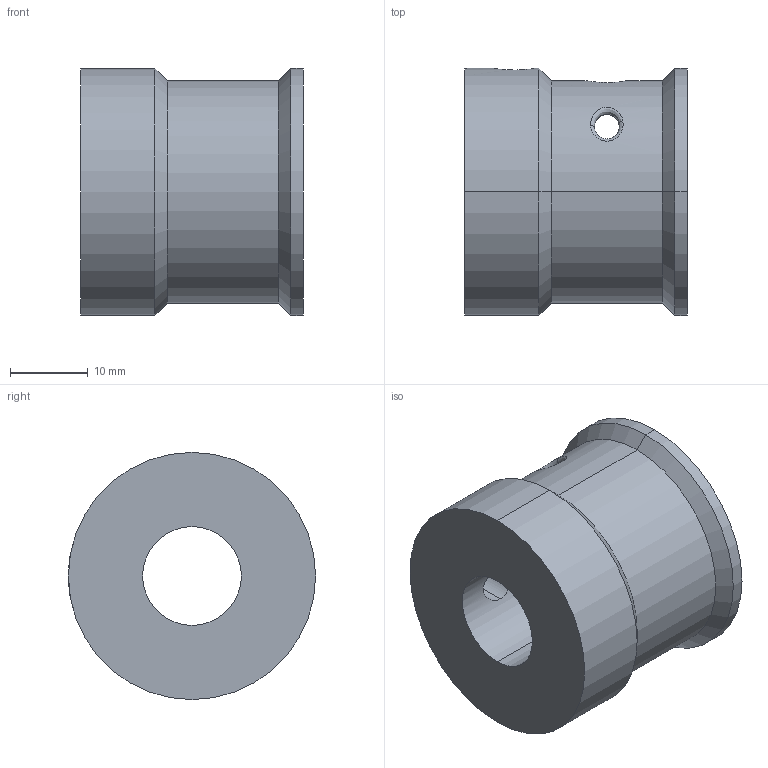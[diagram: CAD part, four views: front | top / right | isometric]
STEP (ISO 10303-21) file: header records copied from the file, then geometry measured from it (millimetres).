
FILE_DESCRIPTION (( 'STEP AP203' ), '1' );
FILE_NAME ('TPR pulley.STEP', '2023-12-27T14:46:55', ( '' ), ( '' ), 'SwSTEP 2.0', 'SolidWorks 2022', '' );
FILE_SCHEMA (( 'CONFIG_CONTROL_DESIGN' ));
Length unit declared in the file: inch
Products named in the file (1): TPR pulley
Bounding box: 28.57 x 31.75 x 31.75 mm (x, y, z)
Volume: 16129.3 mm3; surface area: 5647.9 mm2
Topology: 1 solids, 1 shells, 27 faces, 66 edges, 40 vertices
Faces by surface type: cylinder 15, bspline 4, cone 4, plane 4
Entity records: 1615 total; most frequent: CARTESIAN_POINT 928, ORIENTED_EDGE 132, DIRECTION 114, EDGE_CURVE 66, AXIS2_PLACEMENT_3D 46, VERTEX_POINT 40, EDGE_LOOP 34, FACE_OUTER_BOUND 27
